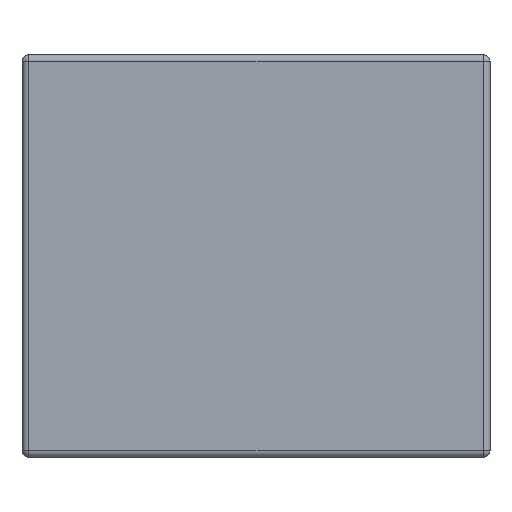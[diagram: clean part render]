
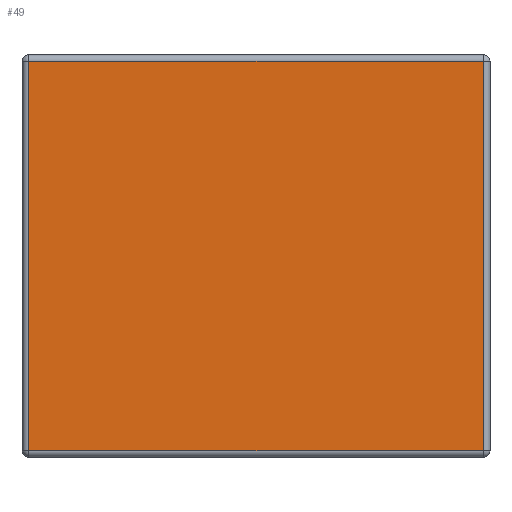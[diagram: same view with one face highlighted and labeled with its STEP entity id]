
A CAD part, left-side view. The second image highlights one B-rep face of the part: STEP entity #49.
In plain terms, the highlighted planar face has unit normal (-1, 0, 0).
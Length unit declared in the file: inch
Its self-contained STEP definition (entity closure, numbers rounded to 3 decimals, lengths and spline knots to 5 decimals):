
#49 = ADVANCED_FACE ( 'NONE', ( #508 ), #541, .T. ) ;
#57 = DIRECTION ( 'NONE',  ( 0., -1., 0. ) ) ;
#154 = CARTESIAN_POINT ( 'NONE',  ( 0., 0., -10. ) ) ;
#165 = VECTOR ( 'NONE', #545, 39.37008 ) ;
#232 = CARTESIAN_POINT ( 'NONE',  ( 0., 1.9685, -8.0315 ) ) ;
#283 = ORIENTED_EDGE ( 'NONE', *, *, #1302, .T. ) ;
#324 = EDGE_CURVE ( 'NONE', #474, #686, #584, .T. ) ;
#354 = ORIENTED_EDGE ( 'NONE', *, *, #324, .T. ) ;
#358 = CARTESIAN_POINT ( 'NONE',  ( 0., 139.76378, 109.84252 ) ) ;
#384 = EDGE_LOOP ( 'NONE', ( #635, #385, #283, #354 ) ) ;
#385 = ORIENTED_EDGE ( 'NONE', *, *, #690, .T. ) ;
#420 = CARTESIAN_POINT ( 'NONE',  ( 0., 1.9685, 109.84252 ) ) ;
#442 = EDGE_CURVE ( 'NONE', #686, #1230, #1064, .T. ) ;
#474 = VERTEX_POINT ( 'NONE', #494 ) ;
#487 = DIRECTION ( 'NONE',  ( -1., 0., 0. ) ) ;
#494 = CARTESIAN_POINT ( 'NONE',  ( 0., 139.76378, -8.0315 ) ) ;
#508 = FACE_OUTER_BOUND ( 'NONE', #384, .T. ) ;
#541 = PLANE ( 'NONE',  #619 ) ;
#545 = DIRECTION ( 'NONE',  ( 0., 1., 0. ) ) ;
#584 = LINE ( 'NONE', #798, #1209 ) ;
#619 = AXIS2_PLACEMENT_3D ( 'NONE', #154, #487, #57 ) ;
#635 = ORIENTED_EDGE ( 'NONE', *, *, #442, .T. ) ;
#643 = VECTOR ( 'NONE', #1282, 39.37008 ) ;
#672 = CARTESIAN_POINT ( 'NONE',  ( 0., 139.76378, -10. ) ) ;
#686 = VERTEX_POINT ( 'NONE', #232 ) ;
#690 = EDGE_CURVE ( 'NONE', #1230, #937, #1151, .T. ) ;
#798 = CARTESIAN_POINT ( 'NONE',  ( 0., 0., -8.0315 ) ) ;
#895 = CARTESIAN_POINT ( 'NONE',  ( 0., 139.76378, 109.84252 ) ) ;
#907 = LINE ( 'NONE', #672, #643 ) ;
#937 = VERTEX_POINT ( 'NONE', #895 ) ;
#973 = DIRECTION ( 'NONE',  ( 0., 0., 1. ) ) ;
#1064 = LINE ( 'NONE', #1077, #1190 ) ;
#1077 = CARTESIAN_POINT ( 'NONE',  ( 0., 1.9685, -10. ) ) ;
#1151 = LINE ( 'NONE', #358, #165 ) ;
#1190 = VECTOR ( 'NONE', #973, 39.37008 ) ;
#1209 = VECTOR ( 'NONE', #1223, 39.37008 ) ;
#1223 = DIRECTION ( 'NONE',  ( 0., -1., 0. ) ) ;
#1230 = VERTEX_POINT ( 'NONE', #420 ) ;
#1282 = DIRECTION ( 'NONE',  ( 0., 0., -1. ) ) ;
#1302 = EDGE_CURVE ( 'NONE', #937, #474, #907, .T. ) ;
